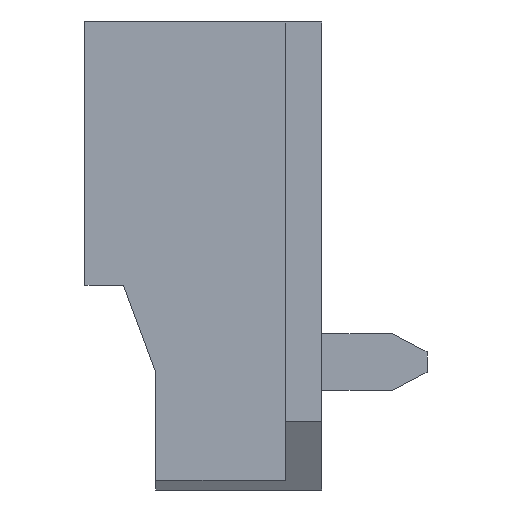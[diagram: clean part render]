
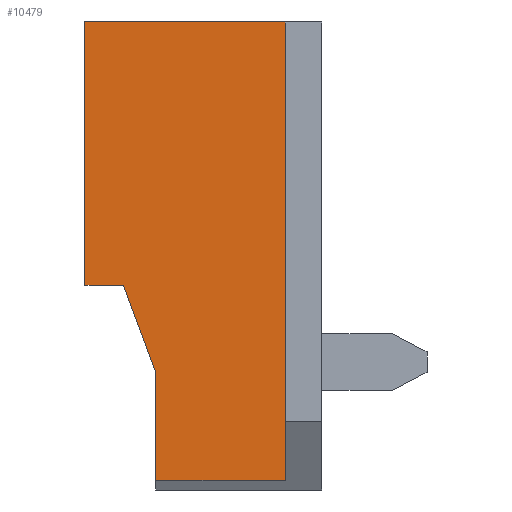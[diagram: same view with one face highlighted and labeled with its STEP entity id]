
A CAD part, left-side view. The second image highlights one B-rep face of the part: STEP entity #10479.
In plain terms, the highlighted planar face has unit normal (-1, 0, 0).
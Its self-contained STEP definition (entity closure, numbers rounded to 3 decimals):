
#33=DIRECTION('',(0.,0.,1.));
#34=VECTOR('',#33,2.662);
#35=CARTESIAN_POINT('',(-7.91,1.175,-5.542));
#36=LINE('',#35,#34);
#253=DIRECTION('',(0.,-1.,0.));
#254=VECTOR('',#253,0.95);
#255=CARTESIAN_POINT('',(-7.91,2.925,-0.72));
#256=LINE('',#255,#254);
#309=DIRECTION('',(0.,0.347,0.938));
#310=VECTOR('',#309,2.303);
#311=CARTESIAN_POINT('',(-7.91,1.175,-2.88));
#312=LINE('',#311,#310);
#2637=DIRECTION('',(0.,-1.,0.));
#2638=VECTOR('',#2637,4.95);
#2639=CARTESIAN_POINT('',(-7.91,2.925,5.78));
#2640=LINE('',#2639,#2638);
#2723=DIRECTION('',(0.,0.,-1.));
#2724=VECTOR('',#2723,11.322);
#2725=CARTESIAN_POINT('',(-7.91,-2.025,5.78));
#2726=LINE('',#2725,#2724);
#2727=DIRECTION('',(0.,1.,0.));
#2728=VECTOR('',#2727,3.2);
#2729=CARTESIAN_POINT('',(-7.91,-2.025,-5.542));
#2730=LINE('',#2729,#2728);
#2747=DIRECTION('',(0.,0.,-1.));
#2748=VECTOR('',#2747,6.5);
#2749=CARTESIAN_POINT('',(-7.91,2.925,5.78));
#2750=LINE('',#2749,#2748);
#5860=CARTESIAN_POINT('',(-7.91,-2.025,5.78));
#5862=VERTEX_POINT('',#5860);
#5863=CARTESIAN_POINT('',(-7.91,2.925,5.78));
#5864=VERTEX_POINT('',#5863);
#5867=CARTESIAN_POINT('',(-7.91,2.925,-0.72));
#5868=VERTEX_POINT('',#5867);
#5869=CARTESIAN_POINT('',(-7.91,1.975,-0.72));
#5870=VERTEX_POINT('',#5869);
#6445=CARTESIAN_POINT('',(-7.91,1.175,-2.88));
#6446=VERTEX_POINT('',#6445);
#6467=CARTESIAN_POINT('',(-7.91,-2.025,-5.542));
#6468=VERTEX_POINT('',#6467);
#6623=CARTESIAN_POINT('',(-7.91,1.175,-5.542));
#6624=VERTEX_POINT('',#6623);
#10464=CARTESIAN_POINT('',(-7.91,-2.025,5.78));
#10465=DIRECTION('',(1.,0.,0.));
#10466=DIRECTION('',(0.,1.,0.));
#10467=AXIS2_PLACEMENT_3D('',#10464,#10465,#10466);
#10468=PLANE('',#10467);
#10469=ORIENTED_EDGE('',*,*,#10457,.T.);
#10470=ORIENTED_EDGE('',*,*,#7736,.T.);
#10471=ORIENTED_EDGE('',*,*,#7773,.T.);
#10472=ORIENTED_EDGE('',*,*,#8039,.T.);
#10473=ORIENTED_EDGE('',*,*,#7985,.F.);
#10475=ORIENTED_EDGE('',*,*,#10474,.F.);
#10476=ORIENTED_EDGE('',*,*,#10389,.T.);
#10477=EDGE_LOOP('',(#10469,#10470,#10471,#10472,#10473,#10475,#10476));
#10478=FACE_OUTER_BOUND('',#10477,.F.);
#10479=ADVANCED_FACE('',(#10478),#10468,.F.);
#7736=EDGE_CURVE('',#6468,#6624,#2730,.T.);
#7773=EDGE_CURVE('',#6624,#6446,#36,.T.);
#7985=EDGE_CURVE('',#5868,#5870,#256,.T.);
#8039=EDGE_CURVE('',#6446,#5870,#312,.T.);
#10389=EDGE_CURVE('',#5864,#5862,#2640,.T.);
#10457=EDGE_CURVE('',#5862,#6468,#2726,.T.);
#10474=EDGE_CURVE('',#5864,#5868,#2750,.T.);
